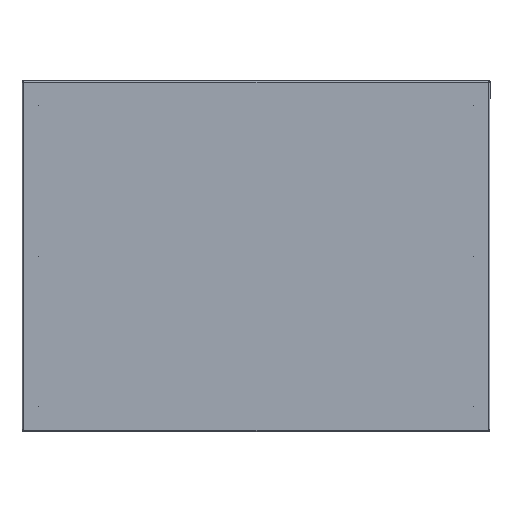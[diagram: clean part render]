
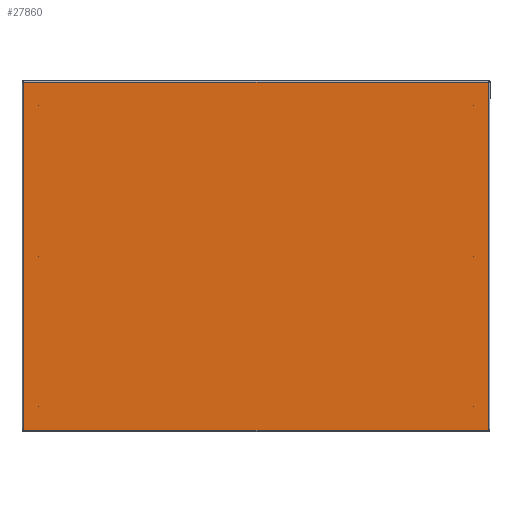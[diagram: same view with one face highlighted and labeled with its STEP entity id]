
A CAD part, front view. The second image highlights one B-rep face of the part: STEP entity #27860.
In plain terms, the highlighted planar face has unit normal (0, -1, 0).
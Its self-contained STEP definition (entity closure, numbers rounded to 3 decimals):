
#2618=LINE('',#48751,#4402);
#2629=LINE('',#48839,#4413);
#2640=LINE('',#48927,#4424);
#2651=LINE('',#49015,#4435);
#2653=LINE('',#49040,#4437);
#2656=LINE('',#49046,#4440);
#2657=LINE('',#49047,#4441);
#2658=LINE('',#49049,#4442);
#2659=LINE('',#49050,#4443);
#2660=LINE('',#49052,#4444);
#2661=LINE('',#49053,#4445);
#2662=LINE('',#49054,#4446);
#4402=VECTOR('',#37626,794.29);
#4413=VECTOR('',#37663,594.29);
#4424=VECTOR('',#37700,594.29);
#4435=VECTOR('',#37737,794.29);
#4437=VECTOR('',#37743,0.355);
#4440=VECTOR('',#37748,0.355);
#4441=VECTOR('',#37749,0.355);
#4442=VECTOR('',#37750,0.355);
#4443=VECTOR('',#37751,0.355);
#4444=VECTOR('',#37752,0.355);
#4445=VECTOR('',#37753,0.355);
#4446=VECTOR('',#37754,0.355);
#7125=FACE_OUTER_BOUND('',#9218,.T.);
#9218=EDGE_LOOP('',(#23459,#23460,#23461,#23462,#23463,#23464,#23465,#23466,
#23467,#23468,#23469,#23470));
#12701=VERTEX_POINT('',#48701);
#12706=VERTEX_POINT('',#48727);
#12713=VERTEX_POINT('',#48789);
#12718=VERTEX_POINT('',#48815);
#12725=VERTEX_POINT('',#48877);
#12730=VERTEX_POINT('',#48903);
#12737=VERTEX_POINT('',#48965);
#12742=VERTEX_POINT('',#48991);
#12743=VERTEX_POINT('',#49039);
#12745=VERTEX_POINT('',#49045);
#12746=VERTEX_POINT('',#49048);
#12747=VERTEX_POINT('',#49051);
#16283=EDGE_CURVE('',#12701,#12706,#2618,.T.);
#16304=EDGE_CURVE('',#12713,#12718,#2629,.T.);
#16325=EDGE_CURVE('',#12725,#12730,#2640,.T.);
#16346=EDGE_CURVE('',#12737,#12742,#2651,.T.);
#16349=EDGE_CURVE('',#12743,#12701,#2653,.T.);
#16352=EDGE_CURVE('',#12706,#12745,#2656,.T.);
#16353=EDGE_CURVE('',#12745,#12713,#2657,.T.);
#16354=EDGE_CURVE('',#12718,#12746,#2658,.T.);
#16355=EDGE_CURVE('',#12746,#12737,#2659,.T.);
#16356=EDGE_CURVE('',#12742,#12747,#2660,.T.);
#16357=EDGE_CURVE('',#12747,#12725,#2661,.T.);
#16358=EDGE_CURVE('',#12730,#12743,#2662,.T.);
#23459=ORIENTED_EDGE('',*,*,#16283,.T.);
#23460=ORIENTED_EDGE('',*,*,#16352,.T.);
#23461=ORIENTED_EDGE('',*,*,#16353,.T.);
#23462=ORIENTED_EDGE('',*,*,#16304,.T.);
#23463=ORIENTED_EDGE('',*,*,#16354,.T.);
#23464=ORIENTED_EDGE('',*,*,#16355,.T.);
#23465=ORIENTED_EDGE('',*,*,#16346,.T.);
#23466=ORIENTED_EDGE('',*,*,#16356,.T.);
#23467=ORIENTED_EDGE('',*,*,#16357,.T.);
#23468=ORIENTED_EDGE('',*,*,#16325,.T.);
#23469=ORIENTED_EDGE('',*,*,#16358,.T.);
#23470=ORIENTED_EDGE('',*,*,#16349,.T.);
#24660=PLANE('',#30596);
#27860=ADVANCED_FACE('',(#7125),#24660,.F.);
#30596=AXIS2_PLACEMENT_3D('',#49044,#37746,#37747);
#37626=DIRECTION('',(1.,0.,0.));
#37663=DIRECTION('',(0.,0.,1.));
#37700=DIRECTION('',(0.,0.,-1.));
#37737=DIRECTION('',(-1.,0.,0.));
#37743=DIRECTION('',(0.,0.,-1.));
#37746=DIRECTION('center_axis',(0.,1.,0.));
#37747=DIRECTION('ref_axis',(0.,0.,1.));
#37748=DIRECTION('',(0.,0.,1.));
#37749=DIRECTION('',(1.,0.,0.));
#37750=DIRECTION('',(-1.,0.,0.));
#37751=DIRECTION('',(0.,0.,1.));
#37752=DIRECTION('',(0.,0.,-1.));
#37753=DIRECTION('',(-1.,0.,0.));
#37754=DIRECTION('',(1.,0.,0.));
#48701=CARTESIAN_POINT('',(-397.145,0.,-297.5));
#48727=CARTESIAN_POINT('',(397.145,0.,-297.5));
#48751=CARTESIAN_POINT('',(-198.75,0.,-297.5));
#48789=CARTESIAN_POINT('',(397.5,0.,-297.145));
#48815=CARTESIAN_POINT('',(397.5,0.,297.145));
#48839=CARTESIAN_POINT('',(397.5,0.,-148.75));
#48877=CARTESIAN_POINT('',(-397.5,0.,297.145));
#48903=CARTESIAN_POINT('',(-397.5,0.,-297.145));
#48927=CARTESIAN_POINT('',(-397.5,0.,148.75));
#48965=CARTESIAN_POINT('',(397.145,0.,297.5));
#48991=CARTESIAN_POINT('',(-397.145,0.,297.5));
#49015=CARTESIAN_POINT('',(198.75,0.,297.5));
#49039=CARTESIAN_POINT('',(-397.145,0.,-297.145));
#49040=CARTESIAN_POINT('',(-397.145,0.,-148.572));
#49044=CARTESIAN_POINT('Origin',(0.,0.,0.));
#49045=CARTESIAN_POINT('',(397.145,0.,-297.145));
#49046=CARTESIAN_POINT('',(397.145,0.,-149.822));
#49047=CARTESIAN_POINT('',(198.572,0.,-297.145));
#49048=CARTESIAN_POINT('',(397.145,0.,297.145));
#49049=CARTESIAN_POINT('',(199.822,0.,297.145));
#49050=CARTESIAN_POINT('',(397.145,0.,148.572));
#49051=CARTESIAN_POINT('',(-397.145,0.,297.145));
#49052=CARTESIAN_POINT('',(-397.145,0.,149.822));
#49053=CARTESIAN_POINT('',(-198.572,0.,297.145));
#49054=CARTESIAN_POINT('',(-199.822,0.,-297.145));
